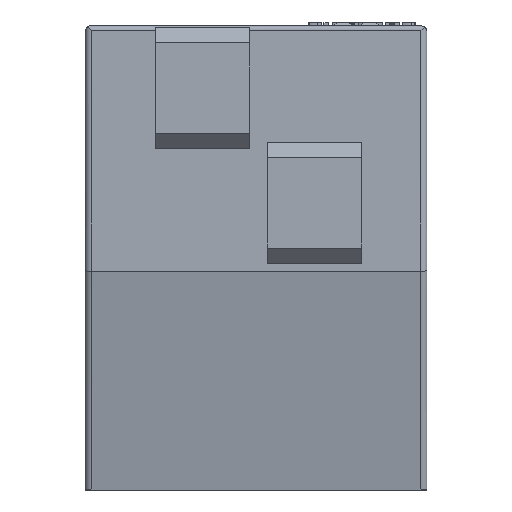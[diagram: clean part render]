
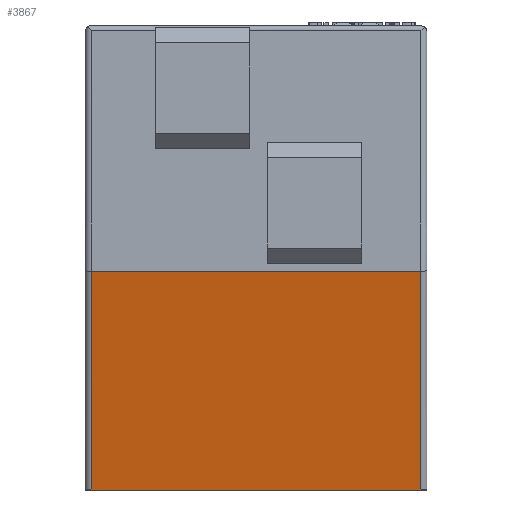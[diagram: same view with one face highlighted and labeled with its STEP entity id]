
A CAD part, front view. The second image highlights one B-rep face of the part: STEP entity #3867.
In plain terms, the highlighted planar face has unit normal (0, -0.982, -0.188).
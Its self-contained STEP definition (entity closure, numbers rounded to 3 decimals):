
#3867=ADVANCED_FACE('',(#7961),#7962,.F.);
#4611=VERTEX_POINT('',#8848);
#4615=VERTEX_POINT('',#8852);
#4617=EDGE_CURVE('',#4615,#4611,#8854,.T.);
#4621=VERTEX_POINT('',#8858);
#4629=VERTEX_POINT('',#8866);
#4633=EDGE_CURVE('',#4621,#4629,#8870,.T.);
#4635=EDGE_CURVE('',#4629,#4611,#8872,.T.);
#4637=EDGE_CURVE('',#4621,#4615,#8874,.T.);
#7961=FACE_OUTER_BOUND('',#12826,.T.);
#7962=PLANE('',#12827);
#8848=CARTESIAN_POINT('',(44.2,15.42,28.805));
#8852=CARTESIAN_POINT('',(44.2,20.92,0.0));
#8854=LINE('',#13962,#13963);
#8858=CARTESIAN_POINT('',(0.8,20.92,0.0));
#8866=CARTESIAN_POINT('',(0.8,15.42,28.805));
#8870=LINE('',#13987,#13988);
#8872=LINE('',#13991,#13992);
#8874=LINE('',#13995,#13996);
#12826=EDGE_LOOP('',(#18438,#18439,#18440,#18441));
#12827=AXIS2_PLACEMENT_3D('',#18442,#18443,#18444);
#13962=CARTESIAN_POINT('',(44.2,20.92,0.0));
#13963=VECTOR('',#19931,1.0);
#13987=CARTESIAN_POINT('',(0.8,20.92,0.0));
#13988=VECTOR('',#19943,1.0);
#13991=CARTESIAN_POINT('',(0.4,15.42,28.805));
#13992=VECTOR('',#19944,1.0);
#13995=CARTESIAN_POINT('',(0.0,20.92,0.0));
#13996=VECTOR('',#19945,1.0);
#18438=ORIENTED_EDGE('',*,*,#4635,.F.);
#18439=ORIENTED_EDGE('',*,*,#4633,.F.);
#18440=ORIENTED_EDGE('',*,*,#4637,.T.);
#18441=ORIENTED_EDGE('',*,*,#4617,.T.);
#18442=CARTESIAN_POINT('',(0.8,20.92,0.0));
#18443=DIRECTION('',(0.0,0.982,0.188));
#18444=DIRECTION('',(-1.0,0.0,0.0));
#19931=DIRECTION('',(0.0,-0.188,0.982));
#19943=DIRECTION('',(0.0,-0.188,0.982));
#19944=DIRECTION('',(1.0,0.0,0.0));
#19945=DIRECTION('',(1.0,0.0,0.0));
